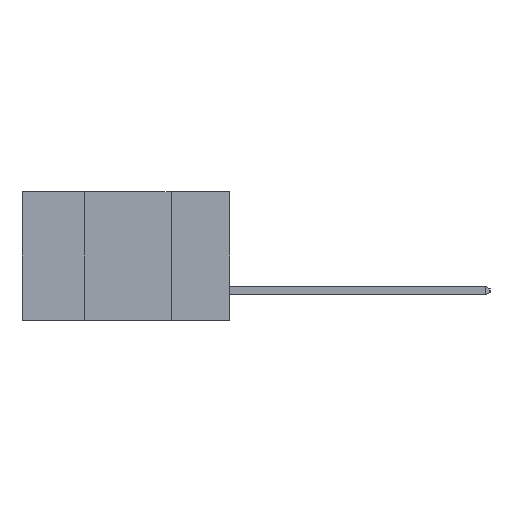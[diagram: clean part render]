
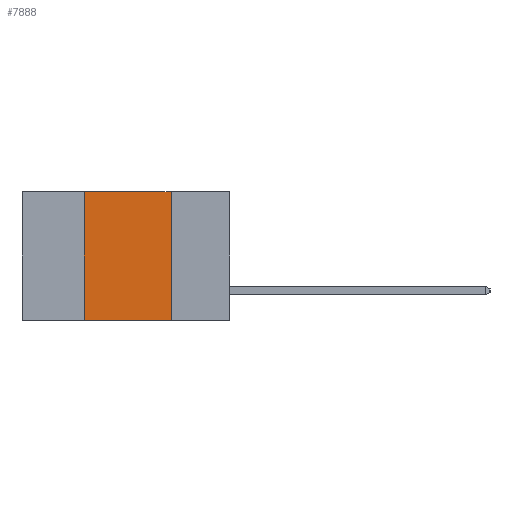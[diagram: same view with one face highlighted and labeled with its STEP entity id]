
A CAD part, left-side view. The second image highlights one B-rep face of the part: STEP entity #7888.
In plain terms, the highlighted planar face has unit normal (-1, 0, 0).
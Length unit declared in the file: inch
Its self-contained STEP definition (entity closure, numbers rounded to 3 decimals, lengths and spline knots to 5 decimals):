
#50 = ORIENTED_EDGE ( 'NONE', *, *, #720, .F. ) ;
#217 = ORIENTED_EDGE ( 'NONE', *, *, #6766, .T. ) ;
#710 = FACE_OUTER_BOUND ( 'NONE', #7186, .T. ) ;
#720 = EDGE_CURVE ( 'NONE', #11338, #11389, #7272, .T. ) ;
#1320 = CARTESIAN_POINT ( 'NONE',  ( 0., 0.17, 0. ) ) ;
#1709 = CARTESIAN_POINT ( 'NONE',  ( 0., 0.42, 0. ) ) ;
#1781 = VERTEX_POINT ( 'NONE', #7174 ) ;
#2465 = VERTEX_POINT ( 'NONE', #9174 ) ;
#2687 = DIRECTION ( 'NONE',  ( 0., -1., 0. ) ) ;
#2714 = CARTESIAN_POINT ( 'NONE',  ( 0., 0.6, 0. ) ) ;
#2715 = CARTESIAN_POINT ( 'NONE',  ( 0., 0.6, 0. ) ) ;
#2719 = DIRECTION ( 'NONE',  ( 1., 0., 0. ) ) ;
#2732 = DIRECTION ( 'NONE',  ( 0., 0., -1. ) ) ;
#2878 = PLANE ( 'NONE',  #8856 ) ;
#3420 = ORIENTED_EDGE ( 'NONE', *, *, #4588, .F. ) ;
#3599 = EDGE_CURVE ( 'NONE', #11389, #2465, #7247, .T. ) ;
#4588 = EDGE_CURVE ( 'NONE', #1781, #11338, #4648, .T. ) ;
#4605 = VECTOR ( 'NONE', #9838, 39.37008 ) ;
#4648 = LINE ( 'NONE', #1709, #6780 ) ;
#4846 = VECTOR ( 'NONE', #2687, 39.37008 ) ;
#6766 = EDGE_CURVE ( 'NONE', #1781, #2465, #7032, .T. ) ;
#6780 = VECTOR ( 'NONE', #7718, 39.37008 ) ;
#6958 = VECTOR ( 'NONE', #10666, 39.37008 ) ;
#7032 = LINE ( 'NONE', #7885, #4605 ) ;
#7174 = CARTESIAN_POINT ( 'NONE',  ( 0., 0.42, -0.37 ) ) ;
#7186 = EDGE_LOOP ( 'NONE', ( #7250, #50, #3420, #217 ) ) ;
#7247 = LINE ( 'NONE', #1320, #6958 ) ;
#7250 = ORIENTED_EDGE ( 'NONE', *, *, #3599, .F. ) ;
#7272 = LINE ( 'NONE', #2714, #4846 ) ;
#7718 = DIRECTION ( 'NONE',  ( 0., 0., 1. ) ) ;
#7885 = CARTESIAN_POINT ( 'NONE',  ( 0., 0.6, -0.37 ) ) ;
#7888 = ADVANCED_FACE ( 'NONE', ( #710 ), #2878, .F. ) ;
#8466 = CARTESIAN_POINT ( 'NONE',  ( 0., 0.42, 0. ) ) ;
#8856 = AXIS2_PLACEMENT_3D ( 'NONE', #2715, #2719, #2732 ) ;
#9174 = CARTESIAN_POINT ( 'NONE',  ( 0., 0.17, -0.37 ) ) ;
#9402 = CARTESIAN_POINT ( 'NONE',  ( 0., 0.17, 0. ) ) ;
#9838 = DIRECTION ( 'NONE',  ( 0., -1., 0. ) ) ;
#10666 = DIRECTION ( 'NONE',  ( 0., 0., -1. ) ) ;
#11338 = VERTEX_POINT ( 'NONE', #8466 ) ;
#11389 = VERTEX_POINT ( 'NONE', #9402 ) ;
